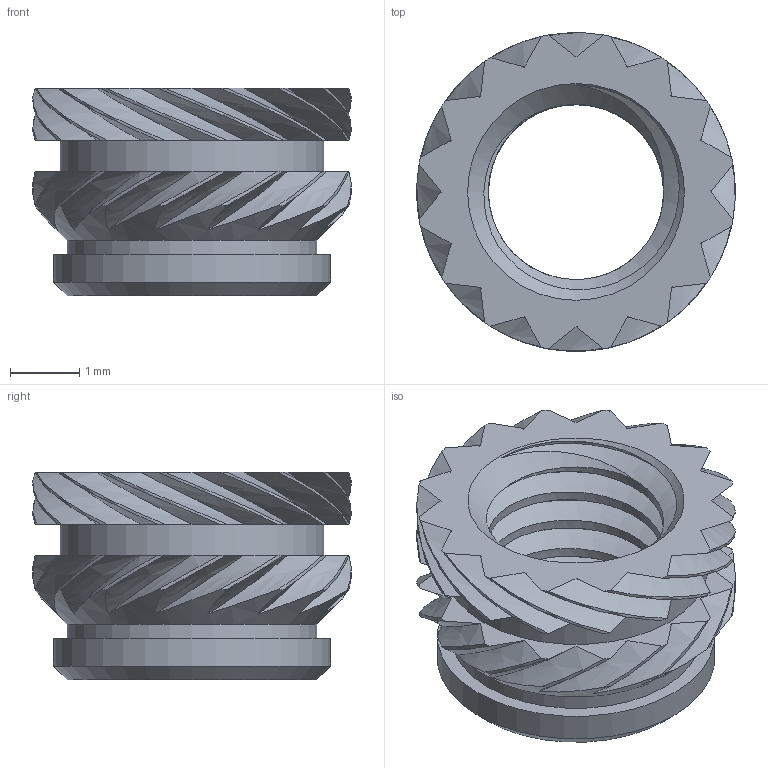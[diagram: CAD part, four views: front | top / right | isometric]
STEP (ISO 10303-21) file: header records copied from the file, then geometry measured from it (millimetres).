
FILE_DESCRIPTION(/* description */ (''),/* implementation_level */ '2;1');
FILE_NAME(/* name */ 'M3_Short.step',/* time_stamp */ '2021-08-31T16:46:32+02:00',/* author */ (''),/* organization */ (''),/* preprocessor_version */ 'ST-DEVELOPER v18.1',/* originating_system */ 'Autodesk Translation Framework v10.10.0.1391',/* authorisation */ '');
FILE_SCHEMA (('AUTOMOTIVE_DESIGN { 1 0 10303 214 3 1 1 }'));
Length unit declared in the file: millimetre
Products named in the file (1): Insert_M3
Bounding box: 4.59 x 4.59 x 3 mm (x, y, z)
Volume: 20.4 mm3; surface area: 124.7 mm2
Topology: 1 solids, 12 shells, 313 faces, 857 edges, 571 vertices
Faces by surface type: bspline 167, plane 94, cylinder 48, cone 4
Full cylindrical faces by diameter (mm): 2.529 x2, 3.086 x1, 3.6 x1, 3.8 x1, 4 x1
Entity records: 13134 total; most frequent: CARTESIAN_POINT 6495, ORIENTED_EDGE 1714, EDGE_CURVE 857, DIRECTION 770, VERTEX_POINT 571, B_SPLINE_CURVE_WITH_KNOTS 459, EDGE_LOOP 320, LINE 320
